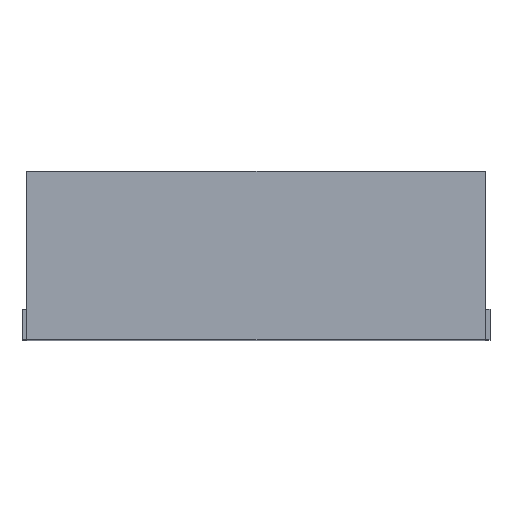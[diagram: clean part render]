
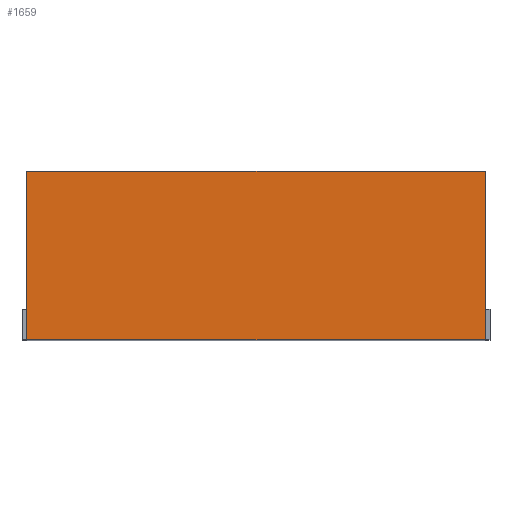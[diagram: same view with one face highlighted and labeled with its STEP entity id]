
A CAD part, top view. The second image highlights one B-rep face of the part: STEP entity #1659.
In plain terms, the highlighted planar face has unit normal (0, 0, 1).
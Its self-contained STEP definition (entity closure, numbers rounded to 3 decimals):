
#92 = EDGE_CURVE ( 'NONE', #1435, #1454, #1205, .T. ) ;
#97 = EDGE_CURVE ( 'NONE', #1449, #1454, #1145, .T. ) ;
#106 = EDGE_CURVE ( 'NONE', #1434, #1435, #227, .T. ) ;
#107 = EDGE_CURVE ( 'NONE', #1434, #1449, #229, .T. ) ;
#185 = AXIS2_PLACEMENT_3D ( 'NONE', #649, #655, #656 ) ;
#227 = LINE ( 'NONE', #1094, #228 ) ;
#228 = VECTOR ( 'NONE', #1110, 1000. ) ;
#229 = LINE ( 'NONE', #1091, #230 ) ;
#230 = VECTOR ( 'NONE', #1114, 1000. ) ;
#344 = FACE_OUTER_BOUND ( 'NONE', #1705, .T. ) ;
#516 = CARTESIAN_POINT ( 'NONE',  ( -1.5, 1.1, 1.5 ) ) ;
#517 = CARTESIAN_POINT ( 'NONE',  ( -1.5, 0., 1.5 ) ) ;
#531 = CARTESIAN_POINT ( 'NONE',  ( 1.5, 1.1, 1.5 ) ) ;
#536 = CARTESIAN_POINT ( 'NONE',  ( 1.5, 0., 1.5 ) ) ;
#645 = PLANE ( 'NONE',  #185 ) ;
#649 = CARTESIAN_POINT ( 'NONE',  ( -1.5, 1.1, 1.5 ) ) ;
#655 = DIRECTION ( 'NONE',  ( 0., 0., -1. ) ) ;
#656 = DIRECTION ( 'NONE',  ( -1., 0., 0. ) ) ;
#1081 = CARTESIAN_POINT ( 'NONE',  ( 1.5, 1.1, 1.5 ) ) ;
#1083 = DIRECTION ( 'NONE',  ( 0., -1., 0. ) ) ;
#1084 = CARTESIAN_POINT ( 'NONE',  ( -1.5, 0., 1.5 ) ) ;
#1091 = CARTESIAN_POINT ( 'NONE',  ( -1.5, 1.1, 1.5 ) ) ;
#1094 = CARTESIAN_POINT ( 'NONE',  ( -1.5, 1.1, 1.5 ) ) ;
#1107 = DIRECTION ( 'NONE',  ( 1., 0., 0. ) ) ;
#1110 = DIRECTION ( 'NONE',  ( 0., -1., 0. ) ) ;
#1114 = DIRECTION ( 'NONE',  ( 1., 0., 0. ) ) ;
#1145 = LINE ( 'NONE', #1081, #1292 ) ;
#1205 = LINE ( 'NONE', #1084, #1310 ) ;
#1292 = VECTOR ( 'NONE', #1083, 1000. ) ;
#1310 = VECTOR ( 'NONE', #1107, 1000. ) ;
#1434 = VERTEX_POINT ( 'NONE', #516 ) ;
#1435 = VERTEX_POINT ( 'NONE', #517 ) ;
#1449 = VERTEX_POINT ( 'NONE', #531 ) ;
#1454 = VERTEX_POINT ( 'NONE', #536 ) ;
#1659 = ADVANCED_FACE ( 'NONE', ( #344 ), #645, .F. ) ;
#1690 = ORIENTED_EDGE ( 'NONE', *, *, #106, .T. ) ;
#1705 = EDGE_LOOP ( 'NONE', ( #1709, #1811, #1855, #1690 ) ) ;
#1709 = ORIENTED_EDGE ( 'NONE', *, *, #92, .T. ) ;
#1811 = ORIENTED_EDGE ( 'NONE', *, *, #97, .F. ) ;
#1855 = ORIENTED_EDGE ( 'NONE', *, *, #107, .F. ) ;
